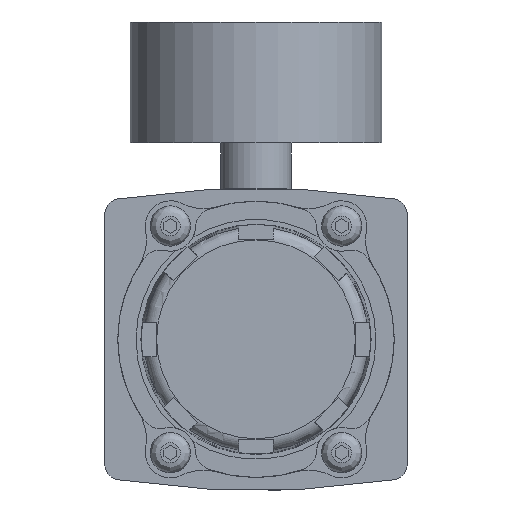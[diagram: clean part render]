
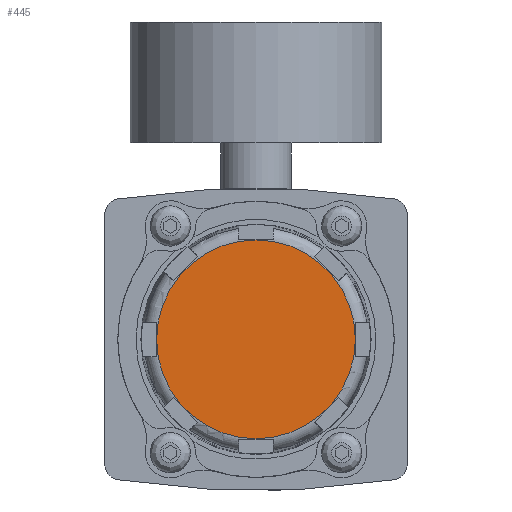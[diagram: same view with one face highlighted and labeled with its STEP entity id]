
A CAD part, front view. The second image highlights one B-rep face of the part: STEP entity #445.
In plain terms, the highlighted face is planar.
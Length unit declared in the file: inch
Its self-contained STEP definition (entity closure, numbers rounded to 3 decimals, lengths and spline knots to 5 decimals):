
#445 = ADVANCED_FACE( '', ( #1081 ), #1082, .F. );
#1081 = FACE_OUTER_BOUND( '', #2005, .T. );
#1082 = PLANE( '', #2006 );
#2005 = EDGE_LOOP( '', ( #3207 ) );
#2006 = AXIS2_PLACEMENT_3D( '', #3208, #3209, #3210 );
#3207 = ORIENTED_EDGE( '', *, *, #5243, .F. );
#3208 = CARTESIAN_POINT( '', ( 0., 2.89685, 0. ) );
#3209 = DIRECTION( '', ( 0., -1., 0. ) );
#3210 = DIRECTION( '', ( 0., 0., -1. ) );
#5243 = EDGE_CURVE( '', #6258, #6258, #6259, .T. );
#6258 = VERTEX_POINT( '', #7676 );
#6259 = CIRCLE( '', #7677, 0.77673 );
#7676 = CARTESIAN_POINT( '', ( 0., 2.89685, -0.77673 ) );
#7677 = AXIS2_PLACEMENT_3D( '', #9434, #9435, #9436 );
#9434 = CARTESIAN_POINT( '', ( 0., 2.89685, 0. ) );
#9435 = DIRECTION( '', ( 0., -1., 0. ) );
#9436 = DIRECTION( '', ( 0., 0., -1. ) );
